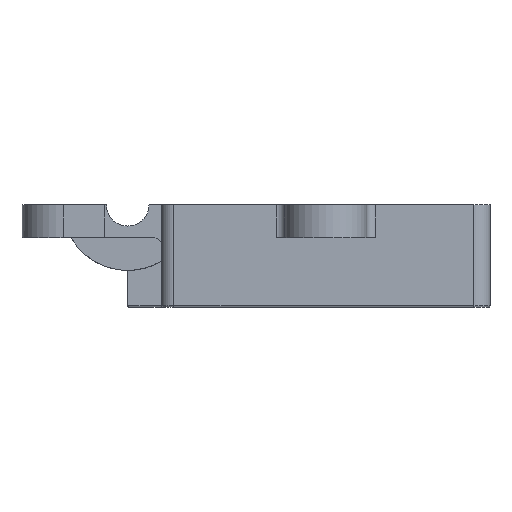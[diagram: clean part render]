
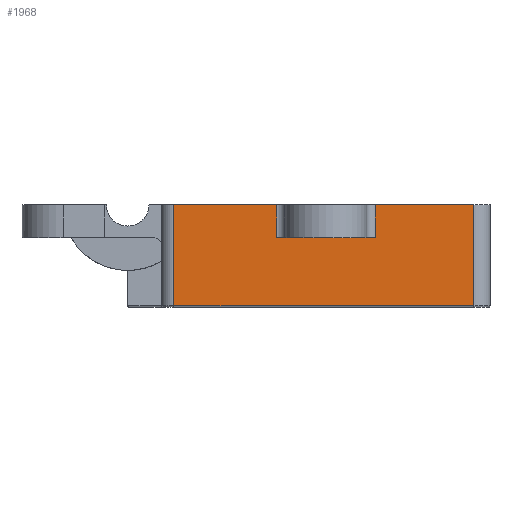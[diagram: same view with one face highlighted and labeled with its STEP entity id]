
A CAD part, left-side view. The second image highlights one B-rep face of the part: STEP entity #1968.
In plain terms, the highlighted planar face has unit normal (-1, 0, 0).
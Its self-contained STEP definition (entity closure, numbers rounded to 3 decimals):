
#129=FACE_OUTER_BOUND('',#251,.T.);
#251=EDGE_LOOP('',(#1547,#1548,#1549,#1550,#1551,#1552,#1553,#1554));
#413=LINE('',#2854,#614);
#416=LINE('',#2866,#617);
#444=LINE('',#2975,#645);
#447=LINE('',#2984,#648);
#496=LINE('',#3142,#697);
#507=LINE('',#3187,#708);
#511=LINE('',#3196,#712);
#512=LINE('',#3197,#713);
#614=VECTOR('',#2259,10.);
#617=VECTOR('',#2268,10.);
#645=VECTOR('',#2352,10.);
#648=VECTOR('',#2361,10.);
#697=VECTOR('',#2514,10.);
#708=VECTOR('',#2571,10.);
#712=VECTOR('',#2585,10.);
#713=VECTOR('',#2586,10.);
#818=VERTEX_POINT('',#2851);
#819=VERTEX_POINT('',#2853);
#824=VERTEX_POINT('',#2863);
#825=VERTEX_POINT('',#2865);
#870=VERTEX_POINT('',#2974);
#873=VERTEX_POINT('',#2982);
#930=VERTEX_POINT('',#3140);
#941=VERTEX_POINT('',#3182);
#1005=EDGE_CURVE('',#819,#818,#413,.T.);
#1011=EDGE_CURVE('',#825,#824,#416,.T.);
#1062=EDGE_CURVE('',#819,#870,#444,.T.);
#1067=EDGE_CURVE('',#873,#818,#447,.T.);
#1149=EDGE_CURVE('',#930,#824,#496,.T.);
#1172=EDGE_CURVE('',#941,#873,#507,.T.);
#1177=EDGE_CURVE('',#930,#870,#511,.T.);
#1178=EDGE_CURVE('',#941,#825,#512,.T.);
#1547=ORIENTED_EDGE('',*,*,#1011,.T.);
#1548=ORIENTED_EDGE('',*,*,#1149,.F.);
#1549=ORIENTED_EDGE('',*,*,#1177,.T.);
#1550=ORIENTED_EDGE('',*,*,#1062,.F.);
#1551=ORIENTED_EDGE('',*,*,#1005,.T.);
#1552=ORIENTED_EDGE('',*,*,#1067,.F.);
#1553=ORIENTED_EDGE('',*,*,#1172,.F.);
#1554=ORIENTED_EDGE('',*,*,#1178,.T.);
#1875=PLANE('',#2165);
#1968=ADVANCED_FACE('',(#129),#1875,.T.);
#2165=AXIS2_PLACEMENT_3D('',#3195,#2583,#2584);
#2259=DIRECTION('',(0.,1.,0.));
#2268=DIRECTION('',(0.,1.,0.));
#2352=DIRECTION('',(0.,0.,-1.));
#2361=DIRECTION('',(0.,0.,1.));
#2514=DIRECTION('',(0.,0.,1.));
#2571=DIRECTION('',(0.,1.,0.));
#2583=DIRECTION('center_axis',(-1.,0.,0.));
#2584=DIRECTION('ref_axis',(0.,1.,0.));
#2585=DIRECTION('',(0.,1.,0.));
#2586=DIRECTION('',(0.,0.,1.));
#2851=CARTESIAN_POINT('',(-20.,18.5,2.51));
#2853=CARTESIAN_POINT('',(-20.,6.,2.51));
#2854=CARTESIAN_POINT('',(-20.,13.25,2.51));
#2863=CARTESIAN_POINT('',(-20.,-6.,2.51));
#2865=CARTESIAN_POINT('',(-20.,-18.,2.51));
#2866=CARTESIAN_POINT('',(-20.,13.25,2.51));
#2974=CARTESIAN_POINT('',(-20.,6.,-1.5));
#2975=CARTESIAN_POINT('',(-20.,6.,10.75));
#2982=CARTESIAN_POINT('',(-20.,18.5,-9.8));
#2984=CARTESIAN_POINT('',(-20.,18.5,15.));
#3140=CARTESIAN_POINT('',(-20.,-6.,-1.5));
#3142=CARTESIAN_POINT('',(-20.,-6.,10.75));
#3182=CARTESIAN_POINT('',(-20.,-18.,-9.8));
#3187=CARTESIAN_POINT('',(-20.,18.5,-9.8));
#3195=CARTESIAN_POINT('Origin',(-20.,18.,15.));
#3196=CARTESIAN_POINT('',(-20.,9.,-1.5));
#3197=CARTESIAN_POINT('',(-20.,-18.,2.5));
